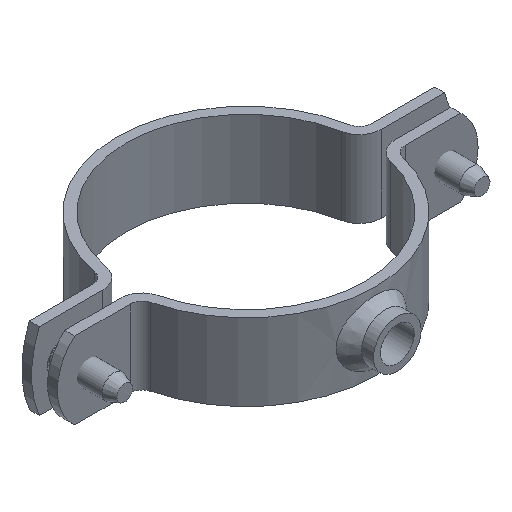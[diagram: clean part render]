
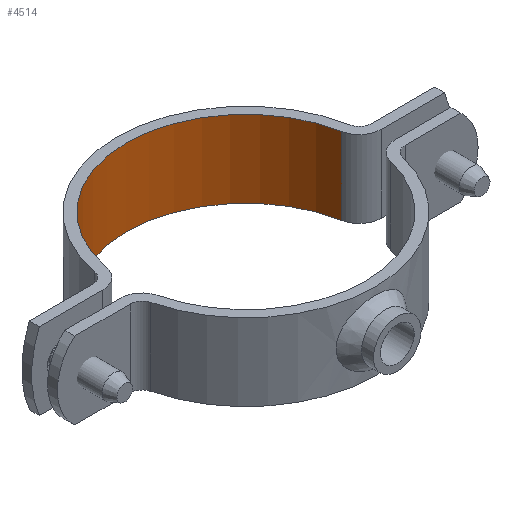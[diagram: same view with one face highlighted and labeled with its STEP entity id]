
A CAD part, isometric view. The second image highlights one B-rep face of the part: STEP entity #4514.
In plain terms, the highlighted cylindrical face has radius 30.15 mm (diameter 60.3 mm), a partial arc.
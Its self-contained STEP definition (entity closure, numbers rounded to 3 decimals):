
#251 = DIRECTION ( 'NONE',  ( 0., 0., 1. ) ) ;
#332 = DIRECTION ( 'NONE',  ( 0., 0., -1. ) ) ;
#458 = LINE ( 'NONE', #3401, #2061 ) ;
#588 = VERTEX_POINT ( 'NONE', #3248 ) ;
#618 = CIRCLE ( 'NONE', #2501, 30.15 ) ;
#994 = DIRECTION ( 'NONE',  ( 0., 0., -1. ) ) ;
#1158 = DIRECTION ( 'NONE',  ( -1., 0., 0. ) ) ;
#1368 = EDGE_LOOP ( 'NONE', ( #4926, #4441, #2927, #3628 ) ) ;
#1406 = EDGE_CURVE ( 'NONE', #588, #4255, #5197, .T. ) ;
#1630 = AXIS2_PLACEMENT_3D ( 'NONE', #3251, #332, #1639 ) ;
#1639 = DIRECTION ( 'NONE',  ( -1., 0., 0. ) ) ;
#1747 = CARTESIAN_POINT ( 'NONE',  ( 29.645, 5.497, -1. ) ) ;
#2061 = VECTOR ( 'NONE', #5043, 1000. ) ;
#2279 = VERTEX_POINT ( 'NONE', #5249 ) ;
#2281 = CARTESIAN_POINT ( 'NONE',  ( 29.645, 5.497, 18.4 ) ) ;
#2306 = CARTESIAN_POINT ( 'NONE',  ( -29.645, 5.497, -1. ) ) ;
#2321 = VERTEX_POINT ( 'NONE', #2306 ) ;
#2325 = EDGE_CURVE ( 'NONE', #4255, #2321, #3810, .T. ) ;
#2429 = CYLINDRICAL_SURFACE ( 'NONE', #1630, 30.15 ) ;
#2501 = AXIS2_PLACEMENT_3D ( 'NONE', #5252, #3209, #5302 ) ;
#2927 = ORIENTED_EDGE ( 'NONE', *, *, #5102, .F. ) ;
#3209 = DIRECTION ( 'NONE',  ( 0., 0., -1. ) ) ;
#3248 = CARTESIAN_POINT ( 'NONE',  ( 29.645, 5.497, 18.4 ) ) ;
#3251 = CARTESIAN_POINT ( 'NONE',  ( 0., 0., 18.4 ) ) ;
#3401 = CARTESIAN_POINT ( 'NONE',  ( -29.645, 5.497, 18.4 ) ) ;
#3628 = ORIENTED_EDGE ( 'NONE', *, *, #4263, .F. ) ;
#3713 = AXIS2_PLACEMENT_3D ( 'NONE', #3997, #251, #1158 ) ;
#3810 = CIRCLE ( 'NONE', #3713, 30.15 ) ;
#3997 = CARTESIAN_POINT ( 'NONE',  ( 0., 0., -1. ) ) ;
#4255 = VERTEX_POINT ( 'NONE', #1747 ) ;
#4263 = EDGE_CURVE ( 'NONE', #2321, #2279, #458, .T. ) ;
#4441 = ORIENTED_EDGE ( 'NONE', *, *, #1406, .F. ) ;
#4476 = FACE_OUTER_BOUND ( 'NONE', #1368, .T. ) ;
#4489 = VECTOR ( 'NONE', #994, 1000. ) ;
#4514 = ADVANCED_FACE ( 'NONE', ( #4476 ), #2429, .F. ) ;
#4926 = ORIENTED_EDGE ( 'NONE', *, *, #2325, .F. ) ;
#5043 = DIRECTION ( 'NONE',  ( 0., 0., 1. ) ) ;
#5102 = EDGE_CURVE ( 'NONE', #2279, #588, #618, .T. ) ;
#5197 = LINE ( 'NONE', #2281, #4489 ) ;
#5249 = CARTESIAN_POINT ( 'NONE',  ( -29.645, 5.497, 18.4 ) ) ;
#5252 = CARTESIAN_POINT ( 'NONE',  ( 0., 0., 18.4 ) ) ;
#5302 = DIRECTION ( 'NONE',  ( -1., 0., 0. ) ) ;
